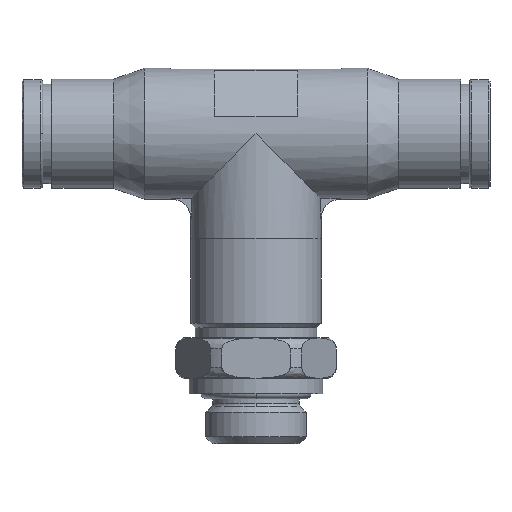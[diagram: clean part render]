
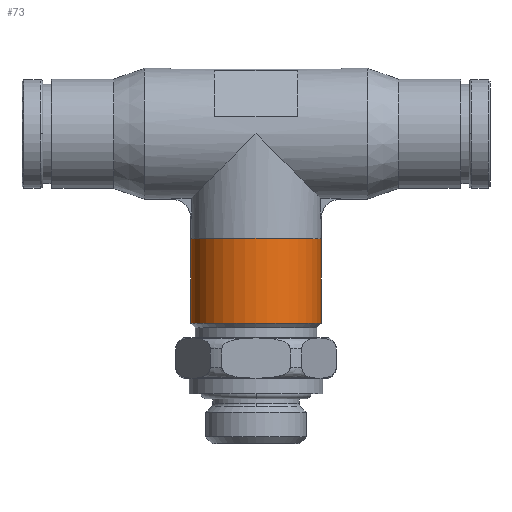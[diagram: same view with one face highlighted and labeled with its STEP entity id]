
A CAD part, top view. The second image highlights one B-rep face of the part: STEP entity #73.
In plain terms, the highlighted cylindrical face has radius 8.5 mm (diameter 17 mm), a partial arc.
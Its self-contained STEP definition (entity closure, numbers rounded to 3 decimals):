
#73=ADVANCED_FACE('',(#248),#249,.T.);
#248=FACE_OUTER_BOUND('',#552,.T.);
#249=CYLINDRICAL_SURFACE('',#553,8.5);
#552=EDGE_LOOP('',(#1023,#1024,#1025,#1026));
#553=AXIS2_PLACEMENT_3D('',#1027,#1028,#1029);
#1023=ORIENTED_EDGE('',*,*,#2083,.F.);
#1024=ORIENTED_EDGE('',*,*,#2084,.T.);
#1025=ORIENTED_EDGE('',*,*,#2085,.F.);
#1026=ORIENTED_EDGE('',*,*,#2086,.F.);
#1027=CARTESIAN_POINT('',(0.0,-19.252,0.0));
#1028=DIRECTION('',(0.0,1.0,0.0));
#1029=DIRECTION('',(-1.0,0.0,0.0));
#2083=EDGE_CURVE('',#2542,#2543,#2544,.T.);
#2084=EDGE_CURVE('',#2542,#2545,#2546,.T.);
#2085=EDGE_CURVE('',#2547,#2545,#2548,.T.);
#2086=EDGE_CURVE('',#2543,#2547,#2549,.T.);
#2542=VERTEX_POINT('',#3236);
#2543=VERTEX_POINT('',#3237);
#2544=LINE('',#3238,#3239);
#2545=VERTEX_POINT('',#3240);
#2546=CIRCLE('',#3241,8.5);
#2547=VERTEX_POINT('',#3242);
#2548=LINE('',#3243,#3244);
#2549=CIRCLE('',#3245,8.5);
#3236=CARTESIAN_POINT('',(-8.5,-24.804,0.0));
#3237=CARTESIAN_POINT('',(-8.5,-13.7,0.0));
#3238=CARTESIAN_POINT('',(-8.5,-19.252,0.));
#3239=VECTOR('',#4760,1.0);
#3240=CARTESIAN_POINT('',(8.5,-24.804,0.));
#3241=AXIS2_PLACEMENT_3D('',#4761,#4762,#4763);
#3242=CARTESIAN_POINT('',(8.5,-13.7,0.));
#3243=CARTESIAN_POINT('',(8.5,-19.252,0.));
#3244=VECTOR('',#4764,1.0);
#3245=AXIS2_PLACEMENT_3D('',#4765,#4766,#4767);
#4760=DIRECTION('',(0.0,1.0,0.0));
#4761=CARTESIAN_POINT('',(0.0,-24.804,0.0));
#4762=DIRECTION('',(0.0,1.0,0.0));
#4763=DIRECTION('',(-1.0,0.0,0.0));
#4764=DIRECTION('',(-0.0,-1.0,-0.0));
#4765=CARTESIAN_POINT('',(0.0,-13.7,0.0));
#4766=DIRECTION('',(0.0,1.0,0.0));
#4767=DIRECTION('',(-1.0,0.0,0.0));
